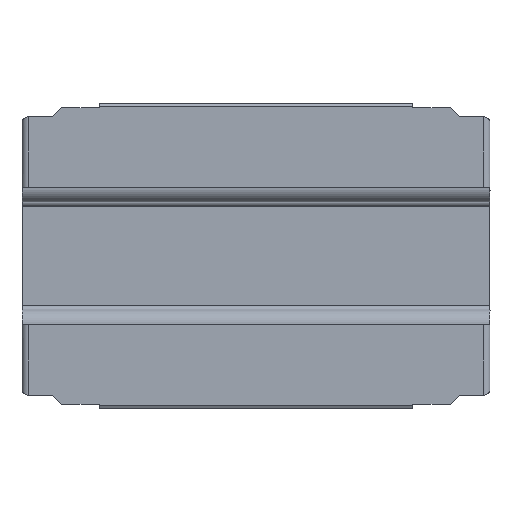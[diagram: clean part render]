
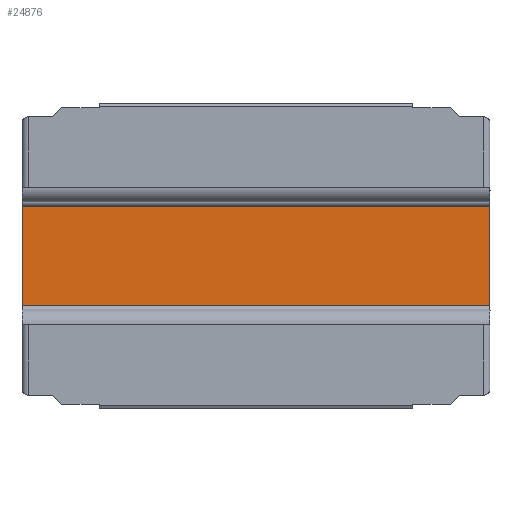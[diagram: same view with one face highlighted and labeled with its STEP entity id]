
A CAD part, front view. The second image highlights one B-rep face of the part: STEP entity #24876.
In plain terms, the highlighted planar face has unit normal (0, -1, 0).
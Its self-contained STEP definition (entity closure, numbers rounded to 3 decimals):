
#9164 = DIRECTION ( 'NONE',  ( 1., 0., 0. ) ) ;
#9165 = VECTOR ( 'NONE', #9164, 1000. ) ;
#9166 = CARTESIAN_POINT ( 'NONE',  ( -34.7, 5.5, -4.3 ) ) ;
#9167 = LINE ( 'NONE', #9166, #9165 ) ;
#9209 = PLANE ( 'NONE',  #9257 ) ;
#9210 = FACE_OUTER_BOUND ( 'NONE', #24861, .T. ) ;
#9254 = DIRECTION ( 'NONE',  ( 0., 0., 1. ) ) ;
#9255 = DIRECTION ( 'NONE',  ( 0., 1., 0. ) ) ;
#9256 = CARTESIAN_POINT ( 'NONE',  ( -80., 5.5, 4.5 ) ) ;
#9257 = AXIS2_PLACEMENT_3D ( 'NONE', #9256, #9255, #9254 ) ;
#9271 = DIRECTION ( 'NONE',  ( -1., 0., 0. ) ) ;
#9272 = VECTOR ( 'NONE', #9271, 1000. ) ;
#9273 = CARTESIAN_POINT ( 'NONE',  ( -65.3, 5.5, 4.3 ) ) ;
#9274 = LINE ( 'NONE', #9273, #9272 ) ;
#10475 = VERTEX_POINT ( 'NONE', #11789 ) ;
#10849 = VERTEX_POINT ( 'NONE', #11998 ) ;
#10853 = EDGE_CURVE ( 'NONE', #10475, #10849, #12030, .T. ) ;
#11506 = VERTEX_POINT ( 'NONE', #12439 ) ;
#11510 = EDGE_CURVE ( 'NONE', #11525, #11506, #12438, .T. ) ;
#11525 = VERTEX_POINT ( 'NONE', #12433 ) ;
#11789 = CARTESIAN_POINT ( 'NONE',  ( -34.7, 5.5, -4.3 ) ) ;
#11998 = CARTESIAN_POINT ( 'NONE',  ( -34.7, 5.5, 4.3 ) ) ;
#12027 = DIRECTION ( 'NONE',  ( 0., 0., 1. ) ) ;
#12028 = VECTOR ( 'NONE', #12027, 1000. ) ;
#12029 = CARTESIAN_POINT ( 'NONE',  ( -34.7, 5.5, -4.5 ) ) ;
#12030 = LINE ( 'NONE', #12029, #12028 ) ;
#12433 = CARTESIAN_POINT ( 'NONE',  ( -65.3, 5.5, 4.3 ) ) ;
#12435 = DIRECTION ( 'NONE',  ( 0., 0., -1. ) ) ;
#12436 = VECTOR ( 'NONE', #12435, 1000. ) ;
#12437 = CARTESIAN_POINT ( 'NONE',  ( -65.3, 5.5, -4.5 ) ) ;
#12438 = LINE ( 'NONE', #12437, #12436 ) ;
#12439 = CARTESIAN_POINT ( 'NONE',  ( -65.3, 5.5, -4.3 ) ) ;
#24861 = EDGE_LOOP ( 'NONE', ( #24862, #24863, #24916, #24898 ) ) ;
#24862 = ORIENTED_EDGE ( 'NONE', *, *, #11510, .T. ) ;
#24863 = ORIENTED_EDGE ( 'NONE', *, *, #24864, .T. ) ;
#24864 = EDGE_CURVE ( 'NONE', #11506, #10475, #9167, .T. ) ;
#24876 = ADVANCED_FACE ( 'NONE', ( #9210 ), #9209, .F. ) ;
#24898 = ORIENTED_EDGE ( 'NONE', *, *, #24899, .T. ) ;
#24899 = EDGE_CURVE ( 'NONE', #10849, #11525, #9274, .T. ) ;
#24916 = ORIENTED_EDGE ( 'NONE', *, *, #10853, .T. ) ;
